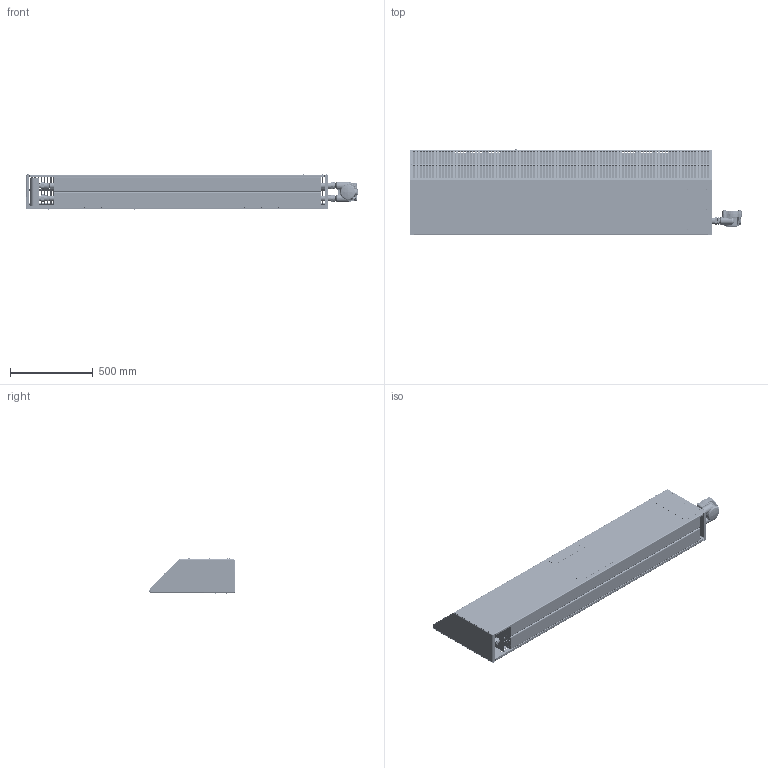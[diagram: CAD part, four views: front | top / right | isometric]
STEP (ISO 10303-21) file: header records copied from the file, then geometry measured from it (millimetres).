
FILE_DESCRIPTION (( 'STEP AP214' ), '1' );
FILE_NAME ('XEC Y MOUNT W-BLANK 71.8.STEP', '2021-08-31T20:36:50', ( '' ), ( '' ), 'SwSTEP 2.0', 'SolidWorks 2020', '' );
FILE_SCHEMA (( 'AUTOMOTIVE_DESIGN' ));
Length unit declared in the file: inch
Products named in the file (1): XEC Y MOUNT W-BLANK 71.8
Bounding box: 2002.54 x 519.46 x 215.29 mm (x, y, z)
Volume: 47548270.8 mm3; surface area: 6841795.8 mm2
Topology: 62 solids, 67 shells, 7357 faces, 18567 edges, 11576 vertices
Faces by surface type: plane 2289, cylinder 2134, cone 1040, bspline 998, torus 860, sphere 36
Entity records: 426335 total; most frequent: CARTESIAN_POINT 163278, ORIENTED_EDGE 37042, DIRECTION 32088, EDGE_CURVE 18521, VERTEX_POINT 11571, AXIS2_PLACEMENT_3D 11513, LINE 9062, VECTOR 9062
